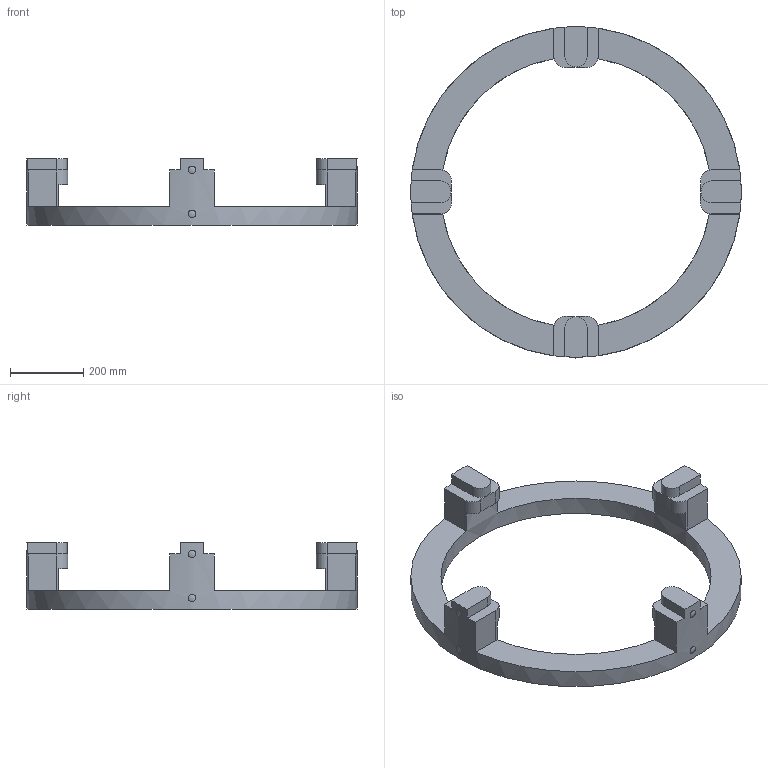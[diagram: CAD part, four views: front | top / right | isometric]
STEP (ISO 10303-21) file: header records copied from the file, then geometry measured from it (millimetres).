
FILE_DESCRIPTION(/* description */ (''),/* implementation_level */ '2;1');
FILE_NAME(/* name */ '15098.000X_3D.stp',/* time_stamp */ '2024-12-11T14:54:19+01:00',/* author */ ('CAD'),/* organization */ (''),/* preprocessor_version */ 'ST-DEVELOPER v20',/* originating_system */ 'AutoCAD Mechanical',/* authorisation */ '');
FILE_SCHEMA (('AUTOMOTIVE_DESIGN { 1 0 10303 214 3 1 1 }'));
Length unit declared in the file: centimetre
Products named in the file (2): Product; *S0
Assembly tree (1 placements, depth 2):
  Product
    *S0
Bounding box: 904 x 904 x 180 mm (x, y, z)
Volume: 15649983.3 mm3; surface area: 904739.7 mm2
Topology: 1 solids, 1 shells, 63 faces, 172 edges, 116 vertices
Faces by surface type: plane 37, cylinder 18, sphere 8
Full cylindrical faces by diameter (mm): 736 x1, 900 x1
Entity records: 2453 total; most frequent: CARTESIAN_POINT 750, DIRECTION 368, ORIENTED_EDGE 344, EDGE_CURVE 172, AXIS2_PLACEMENT_3D 142, VERTEX_POINT 116, LINE 84, VECTOR 84
